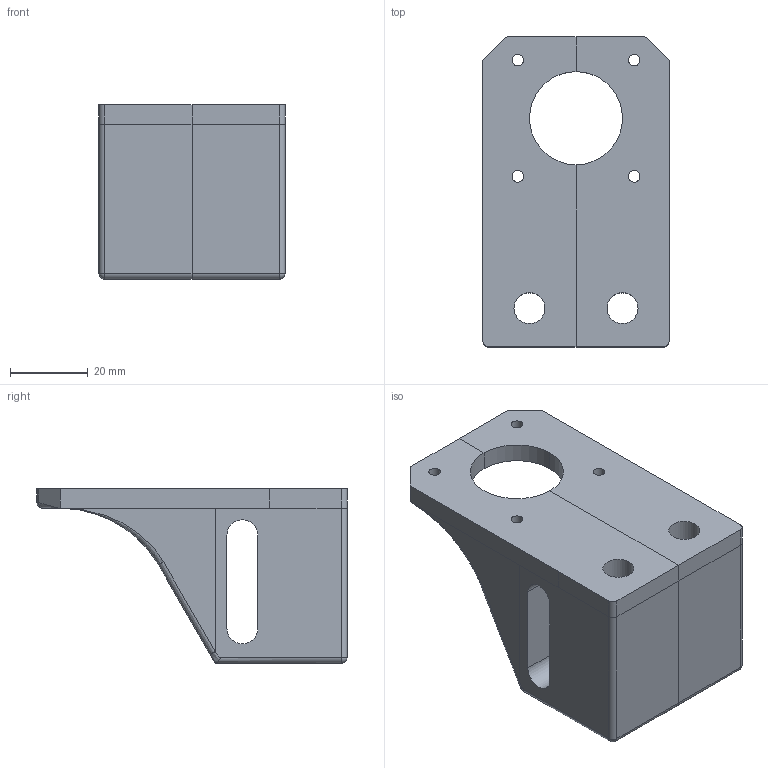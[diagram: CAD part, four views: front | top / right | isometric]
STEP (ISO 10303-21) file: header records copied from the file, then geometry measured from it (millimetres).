
FILE_DESCRIPTION(('FreeCAD Model'),'2;1');
FILE_NAME( 'NEMAMount.step', '2015-04-09T14:58:04',('FreeCAD'),('FreeCAD'), 'Open CASCADE STEP processor 6.5','FreeCAD','Unknown');
FILE_SCHEMA(('AUTOMOTIVE_DESIGN_CC2 { 1 2 10303 214 -1 1 5 4 }'));
Length unit declared in the file: millimetre
Products named in the file (1): NEMAmount
Bounding box: 48 x 80 x 45 mm (x, y, z)
Volume: 68634.1 mm3; surface area: 21794 mm2
Topology: 1 solids, 1 shells, 72 faces, 182 edges, 104 vertices
Faces by surface type: plane 32, cylinder 28, bspline 10, sphere 2
Full cylindrical faces by diameter (mm): 3 x4, 8 x2
Entity records: 6246 total; most frequent: CARTESIAN_POINT 2808, DIRECTION 603, LINE 363, VECTOR 363, ORIENTED_EDGE 352, PCURVE 352, DEFINITIONAL_REPRESENTATION 352, EDGE_CURVE 176
